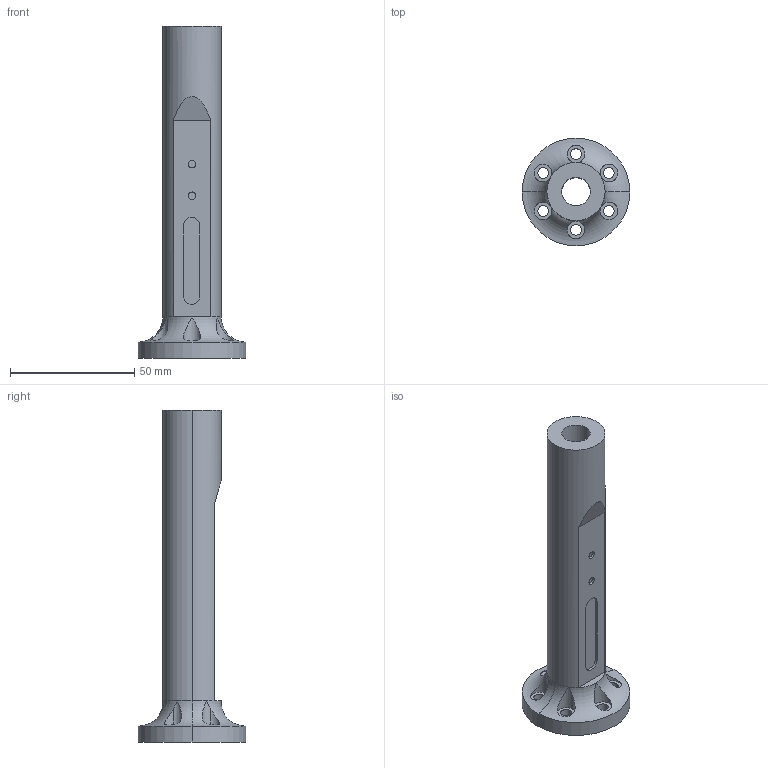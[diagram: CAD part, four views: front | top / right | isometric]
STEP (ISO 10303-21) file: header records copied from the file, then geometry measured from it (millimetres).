
FILE_DESCRIPTION (( 'STEP AP203' ), '1' );
FILE_NAME ('J4 Boom.STEP', '2016-07-29T00:22:11', ( '' ), ( '' ), 'SwSTEP 2.0', 'SolidWorks 2015', '' );
FILE_SCHEMA (( 'CONFIG_CONTROL_DESIGN' ));
Length unit declared in the file: inch
Products named in the file (1): J4 Boom
Bounding box: 43.18 x 43.18 x 133.35 mm (x, y, z)
Volume: 47966.7 mm3; surface area: 18209.5 mm2
Topology: 1 solids, 1 shells, 73 faces, 183 edges, 118 vertices
Faces by surface type: cylinder 46, plane 25, torus 2
Entity records: 2878 total; most frequent: CARTESIAN_POINT 996, DIRECTION 388, ORIENTED_EDGE 366, EDGE_CURVE 183, AXIS2_PLACEMENT_3D 158, VERTEX_POINT 118, EDGE_LOOP 93, CIRCLE 84
